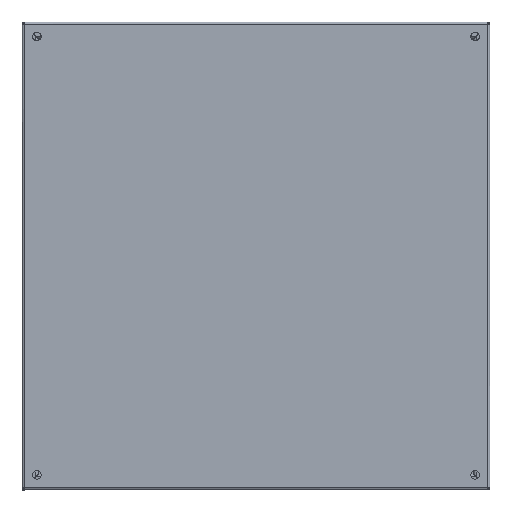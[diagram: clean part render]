
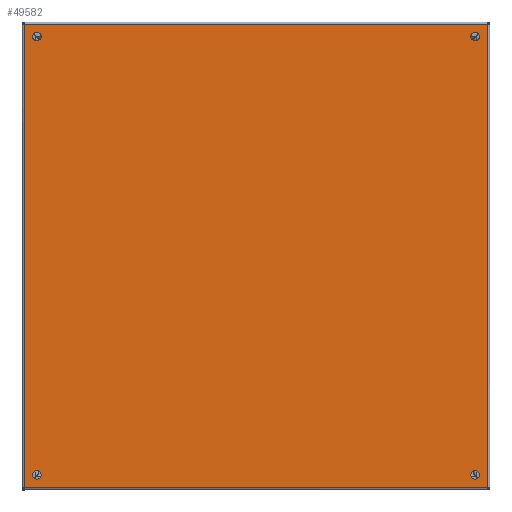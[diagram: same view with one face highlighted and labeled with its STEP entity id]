
A CAD part, top view. The second image highlights one B-rep face of the part: STEP entity #49582.
In plain terms, the highlighted planar face has unit normal (0, 0, 1).
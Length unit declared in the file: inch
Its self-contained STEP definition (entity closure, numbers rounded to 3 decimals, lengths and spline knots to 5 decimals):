
#605 = ORIENTED_EDGE ( 'NONE', *, *, #29811, .T. ) ;
#3990 = ORIENTED_EDGE ( 'NONE', *, *, #71796, .T. ) ;
#4821 = EDGE_CURVE ( 'NONE', #63187, #59095, #42586, .T. ) ;
#5046 = VERTEX_POINT ( 'NONE', #70075 ) ;
#7127 = LINE ( 'NONE', #48457, #67007 ) ;
#9611 = CARTESIAN_POINT ( 'NONE',  ( 11.875, 11.875, 12.9175 ) ) ;
#12299 = CARTESIAN_POINT ( 'NONE',  ( 23.76975, 23.75777, 12.9175 ) ) ;
#13632 = VERTEX_POINT ( 'NONE', #100179 ) ;
#14139 = VERTEX_POINT ( 'NONE', #78940 ) ;
#14464 = DIRECTION ( 'NONE',  ( 1., 0., 0. ) ) ;
#15437 = CARTESIAN_POINT ( 'NONE',  ( 11.875, -0.01975, 12.9175 ) ) ;
#16970 = CARTESIAN_POINT ( 'NONE',  ( -0.06289, 23.81289, 12.9175 ) ) ;
#17749 = AXIS2_PLACEMENT_3D ( 'NONE', #50342, #37489, #39859 ) ;
#19233 = ORIENTED_EDGE ( 'NONE', *, *, #58211, .F. ) ;
#21474 = VERTEX_POINT ( 'NONE', #26555 ) ;
#21764 = EDGE_CURVE ( 'NONE', #63187, #86210, #91241, .T. ) ;
#21957 = EDGE_LOOP ( 'NONE', ( #44432 ) ) ;
#23631 = DIRECTION ( 'NONE',  ( 0., 0., -1. ) ) ;
#24711 = AXIS2_PLACEMENT_3D ( 'NONE', #70928, #39315, #30663 ) ;
#25059 = EDGE_CURVE ( 'NONE', #14139, #14139, #33860, .T. ) ;
#25073 = DIRECTION ( 'NONE',  ( 0., 0., -1. ) ) ;
#25418 = DIRECTION ( 'NONE',  ( -1., 0., 0. ) ) ;
#26555 = CARTESIAN_POINT ( 'NONE',  ( -0.01975, -0.00777, 12.9175 ) ) ;
#26679 = ORIENTED_EDGE ( 'NONE', *, *, #4821, .T. ) ;
#26743 = CIRCLE ( 'NONE', #63735, 0.07 ) ;
#28213 = EDGE_LOOP ( 'NONE', ( #3990 ) ) ;
#28690 = AXIS2_PLACEMENT_3D ( 'NONE', #41244, #58231, #57539 ) ;
#29089 = DIRECTION ( 'NONE',  ( 0., 1., 0. ) ) ;
#29346 = ORIENTED_EDGE ( 'NONE', *, *, #37698, .F. ) ;
#29630 = AXIS2_PLACEMENT_3D ( 'NONE', #9611, #97160, #25418 ) ;
#29811 = EDGE_CURVE ( 'NONE', #64125, #86210, #26743, .T. ) ;
#30265 = ORIENTED_EDGE ( 'NONE', *, *, #37909, .F. ) ;
#30663 = DIRECTION ( 'NONE',  ( -1., 0., 0. ) ) ;
#31673 = DIRECTION ( 'NONE',  ( 1., 0., 0. ) ) ;
#33860 = CIRCLE ( 'NONE', #24711, 0.21875 ) ;
#37489 = DIRECTION ( 'NONE',  ( 0., 0., -1. ) ) ;
#37594 = DIRECTION ( 'NONE',  ( 0., -1., 0. ) ) ;
#37698 = EDGE_CURVE ( 'NONE', #21474, #13632, #55775, .T. ) ;
#37791 = VECTOR ( 'NONE', #70432, 39.37008 ) ;
#37909 = EDGE_CURVE ( 'NONE', #94762, #59095, #7127, .T. ) ;
#39161 = DIRECTION ( 'NONE',  ( 0., 0., -1. ) ) ;
#39315 = DIRECTION ( 'NONE',  ( 0., 0., -1. ) ) ;
#39859 = DIRECTION ( 'NONE',  ( 1., 0., 0. ) ) ;
#41244 = CARTESIAN_POINT ( 'NONE',  ( 0.625, 0.625, 12.9175 ) ) ;
#41427 = DIRECTION ( 'NONE',  ( -1., 0., 0. ) ) ;
#41430 = EDGE_LOOP ( 'NONE', ( #97426 ) ) ;
#41763 = DIRECTION ( 'NONE',  ( 0., 0., -1. ) ) ;
#42586 = CIRCLE ( 'NONE', #17749, 0.07 ) ;
#44432 = ORIENTED_EDGE ( 'NONE', *, *, #92853, .T. ) ;
#44578 = CARTESIAN_POINT ( 'NONE',  ( 23.125, 0.625, 12.9175 ) ) ;
#46281 = FACE_BOUND ( 'NONE', #28213, .T. ) ;
#47401 = EDGE_LOOP ( 'NONE', ( #605, #89195, #26679, #30265, #102556, #29346, #48835, #19233 ) ) ;
#48457 = CARTESIAN_POINT ( 'NONE',  ( 11.875, 23.76975, 12.9175 ) ) ;
#48835 = ORIENTED_EDGE ( 'NONE', *, *, #71161, .T. ) ;
#49410 = EDGE_CURVE ( 'NONE', #94762, #13632, #100068, .T. ) ;
#49582 = ADVANCED_FACE ( 'NONE', ( #46281, #66125, #64998, #99974, #57435 ), #79685, .F. ) ;
#50342 = CARTESIAN_POINT ( 'NONE',  ( 23.81289, 23.81289, 12.9175 ) ) ;
#51266 = VERTEX_POINT ( 'NONE', #82791 ) ;
#52920 = EDGE_LOOP ( 'NONE', ( #79245 ) ) ;
#54900 = VECTOR ( 'NONE', #37594, 39.37008 ) ;
#55775 = LINE ( 'NONE', #91790, #89609 ) ;
#57435 = FACE_OUTER_BOUND ( 'NONE', #47401, .T. ) ;
#57539 = DIRECTION ( 'NONE',  ( -1., 0., 0. ) ) ;
#58211 = EDGE_CURVE ( 'NONE', #64125, #85516, #83917, .T. ) ;
#58231 = DIRECTION ( 'NONE',  ( 0., 0., -1. ) ) ;
#59095 = VERTEX_POINT ( 'NONE', #73658 ) ;
#61079 = EDGE_CURVE ( 'NONE', #68737, #68737, #102848, .T. ) ;
#62185 = CIRCLE ( 'NONE', #62974, 0.07 ) ;
#62974 = AXIS2_PLACEMENT_3D ( 'NONE', #102289, #39161, #78832 ) ;
#63187 = VERTEX_POINT ( 'NONE', #12299 ) ;
#63735 = AXIS2_PLACEMENT_3D ( 'NONE', #70877, #23631, #14464 ) ;
#64125 = VERTEX_POINT ( 'NONE', #97229 ) ;
#64998 = FACE_BOUND ( 'NONE', #52920, .T. ) ;
#66125 = FACE_BOUND ( 'NONE', #41430, .T. ) ;
#66862 = CIRCLE ( 'NONE', #102545, 0.21875 ) ;
#67007 = VECTOR ( 'NONE', #72440, 39.37008 ) ;
#68645 = CARTESIAN_POINT ( 'NONE',  ( 23.76975, -0.00777, 12.9175 ) ) ;
#68737 = VERTEX_POINT ( 'NONE', #81361 ) ;
#70075 = CARTESIAN_POINT ( 'NONE',  ( 22.90625, 0.625, 12.9175 ) ) ;
#70230 = CARTESIAN_POINT ( 'NONE',  ( 23.76975, 11.875, 12.9175 ) ) ;
#70432 = DIRECTION ( 'NONE',  ( -1., 0., 0. ) ) ;
#70807 = CARTESIAN_POINT ( 'NONE',  ( -0.00777, 23.76975, 12.9175 ) ) ;
#70877 = CARTESIAN_POINT ( 'NONE',  ( 23.81289, -0.06289, 12.9175 ) ) ;
#70928 = CARTESIAN_POINT ( 'NONE',  ( 23.125, 23.125, 12.9175 ) ) ;
#71103 = AXIS2_PLACEMENT_3D ( 'NONE', #89185, #41763, #41427 ) ;
#71161 = EDGE_CURVE ( 'NONE', #21474, #85516, #62185, .T. ) ;
#71796 = EDGE_CURVE ( 'NONE', #51266, #51266, #98504, .T. ) ;
#72440 = DIRECTION ( 'NONE',  ( 1., 0., 0. ) ) ;
#72778 = CARTESIAN_POINT ( 'NONE',  ( -0.00777, -0.01975, 12.9175 ) ) ;
#73658 = CARTESIAN_POINT ( 'NONE',  ( 23.75777, 23.76975, 12.9175 ) ) ;
#78832 = DIRECTION ( 'NONE',  ( 1., 0., 0. ) ) ;
#78940 = CARTESIAN_POINT ( 'NONE',  ( 22.90625, 23.125, 12.9175 ) ) ;
#79245 = ORIENTED_EDGE ( 'NONE', *, *, #61079, .T. ) ;
#79685 = PLANE ( 'NONE',  #29630 ) ;
#80990 = AXIS2_PLACEMENT_3D ( 'NONE', #16970, #25073, #31673 ) ;
#81361 = CARTESIAN_POINT ( 'NONE',  ( 0.40625, 0.625, 12.9175 ) ) ;
#82791 = CARTESIAN_POINT ( 'NONE',  ( 0.40625, 23.125, 12.9175 ) ) ;
#83669 = DIRECTION ( 'NONE',  ( 0., 0., -1. ) ) ;
#83917 = LINE ( 'NONE', #15437, #37791 ) ;
#85516 = VERTEX_POINT ( 'NONE', #72778 ) ;
#86210 = VERTEX_POINT ( 'NONE', #68645 ) ;
#89185 = CARTESIAN_POINT ( 'NONE',  ( 0.625, 23.125, 12.9175 ) ) ;
#89195 = ORIENTED_EDGE ( 'NONE', *, *, #21764, .F. ) ;
#89609 = VECTOR ( 'NONE', #29089, 39.37008 ) ;
#91241 = LINE ( 'NONE', #70230, #54900 ) ;
#91790 = CARTESIAN_POINT ( 'NONE',  ( -0.01975, 11.875, 12.9175 ) ) ;
#92853 = EDGE_CURVE ( 'NONE', #5046, #5046, #66862, .T. ) ;
#94762 = VERTEX_POINT ( 'NONE', #70807 ) ;
#97160 = DIRECTION ( 'NONE',  ( 0., 0., -1. ) ) ;
#97229 = CARTESIAN_POINT ( 'NONE',  ( 23.75777, -0.01975, 12.9175 ) ) ;
#97426 = ORIENTED_EDGE ( 'NONE', *, *, #25059, .T. ) ;
#98504 = CIRCLE ( 'NONE', #71103, 0.21875 ) ;
#99974 = FACE_BOUND ( 'NONE', #21957, .T. ) ;
#100068 = CIRCLE ( 'NONE', #80990, 0.07 ) ;
#100179 = CARTESIAN_POINT ( 'NONE',  ( -0.01975, 23.75777, 12.9175 ) ) ;
#100737 = DIRECTION ( 'NONE',  ( -1., 0., 0. ) ) ;
#102289 = CARTESIAN_POINT ( 'NONE',  ( -0.06289, -0.06289, 12.9175 ) ) ;
#102545 = AXIS2_PLACEMENT_3D ( 'NONE', #44578, #83669, #100737 ) ;
#102556 = ORIENTED_EDGE ( 'NONE', *, *, #49410, .T. ) ;
#102848 = CIRCLE ( 'NONE', #28690, 0.21875 ) ;
